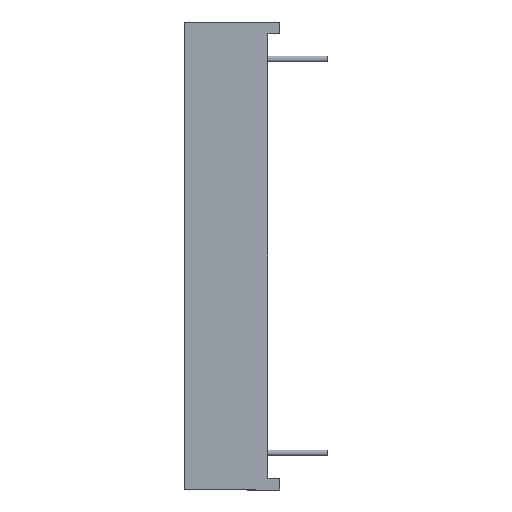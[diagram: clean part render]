
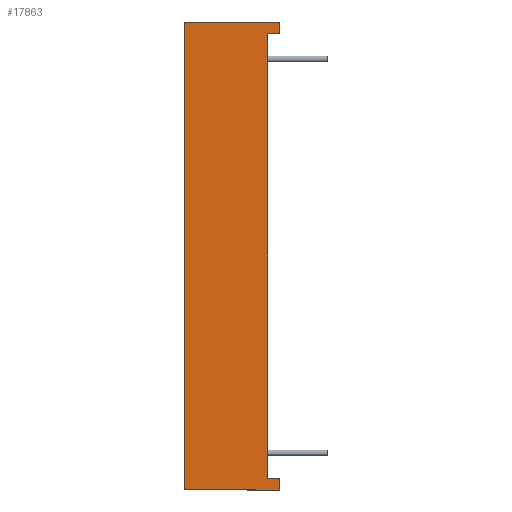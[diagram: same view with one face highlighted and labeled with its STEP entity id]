
A CAD part, left-side view. The second image highlights one B-rep face of the part: STEP entity #17863.
In plain terms, the highlighted planar face has unit normal (-1, 0, 0).
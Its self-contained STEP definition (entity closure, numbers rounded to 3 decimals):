
#5862 = CARTESIAN_POINT ( 'NONE',  ( -11.45, -3., -18.6 ) ) ;
#6992 = VERTEX_POINT ( 'NONE', #19846 ) ;
#6993 = EDGE_CURVE ( 'NONE', #6992, #17679, #19844, .T. ) ;
#7129 = EDGE_CURVE ( 'NONE', #6992, #25179, #20019, .T. ) ;
#7994 = CARTESIAN_POINT ( 'NONE',  ( -11.45, -4., 19.6 ) ) ;
#8323 = FACE_OUTER_BOUND ( 'NONE', #17817, .T. ) ;
#8360 = DIRECTION ( 'NONE',  ( 0., 0., -1. ) ) ;
#8361 = DIRECTION ( 'NONE',  ( 1., 0., 0. ) ) ;
#8362 = CARTESIAN_POINT ( 'NONE',  ( -11.45, 0., -31.26 ) ) ;
#8363 = AXIS2_PLACEMENT_3D ( 'NONE', #8362, #8361, #8360 ) ;
#8364 = PLANE ( 'NONE',  #8363 ) ;
#8610 = EDGE_CURVE ( 'NONE', #19114, #17156, #20466, .T. ) ;
#13433 = CARTESIAN_POINT ( 'NONE',  ( -11.45, -3., 18.6 ) ) ;
#13434 = DIRECTION ( 'NONE',  ( 0., 1., 0. ) ) ;
#13435 = VECTOR ( 'NONE', #13434, 1000. ) ;
#13436 = CARTESIAN_POINT ( 'NONE',  ( -11.45, 0., 18.6 ) ) ;
#13437 = LINE ( 'NONE', #13436, #13435 ) ;
#13438 = CARTESIAN_POINT ( 'NONE',  ( -11.45, -4., 18.6 ) ) ;
#14234 = CARTESIAN_POINT ( 'NONE',  ( -11.45, -4., -18.6 ) ) ;
#14243 = DIRECTION ( 'NONE',  ( 0., -1., 0. ) ) ;
#14244 = VECTOR ( 'NONE', #14243, 1000. ) ;
#14245 = CARTESIAN_POINT ( 'NONE',  ( -11.45, 0., -18.6 ) ) ;
#14251 = LINE ( 'NONE', #14245, #14244 ) ;
#14257 = CARTESIAN_POINT ( 'NONE',  ( -11.45, -4., -19.6 ) ) ;
#14299 = DIRECTION ( 'NONE',  ( 0., 0., -1. ) ) ;
#14300 = VECTOR ( 'NONE', #14299, 1000. ) ;
#14301 = CARTESIAN_POINT ( 'NONE',  ( -11.45, -4., -31.26 ) ) ;
#14303 = LINE ( 'NONE', #14301, #14300 ) ;
#14312 = DIRECTION ( 'NONE',  ( 0., 0., -1. ) ) ;
#14313 = VECTOR ( 'NONE', #14312, 1000. ) ;
#14314 = CARTESIAN_POINT ( 'NONE',  ( -11.45, -4., -31.26 ) ) ;
#14315 = LINE ( 'NONE', #14314, #14313 ) ;
#14385 = CARTESIAN_POINT ( 'NONE',  ( -11.45, 4., -19.6 ) ) ;
#14386 = DIRECTION ( 'NONE',  ( 0., -1., 0. ) ) ;
#14387 = VECTOR ( 'NONE', #14386, 1000. ) ;
#14388 = CARTESIAN_POINT ( 'NONE',  ( -11.45, 0., -19.6 ) ) ;
#14389 = LINE ( 'NONE', #14388, #14387 ) ;
#17156 = VERTEX_POINT ( 'NONE', #5862 ) ;
#17679 = VERTEX_POINT ( 'NONE', #7994 ) ;
#17767 = ORIENTED_EDGE ( 'NONE', *, *, #8610, .F. ) ;
#17768 = ORIENTED_EDGE ( 'NONE', *, *, #19113, .F. ) ;
#17772 = ORIENTED_EDGE ( 'NONE', *, *, #23664, .F. ) ;
#17773 = ORIENTED_EDGE ( 'NONE', *, *, #6993, .F. ) ;
#17774 = ORIENTED_EDGE ( 'NONE', *, *, #7129, .T. ) ;
#17775 = ORIENTED_EDGE ( 'NONE', *, *, #25158, .T. ) ;
#17776 = ORIENTED_EDGE ( 'NONE', *, *, #23323, .F. ) ;
#17777 = ORIENTED_EDGE ( 'NONE', *, *, #22247, .F. ) ;
#17817 = EDGE_LOOP ( 'NONE', ( #17767, #17768, #17772, #17773, #17774, #17775, #17776, #17777 ) ) ;
#17863 = ADVANCED_FACE ( 'NONE', ( #8323 ), #8364, .F. ) ;
#19111 = VERTEX_POINT ( 'NONE', #13438 ) ;
#19113 = EDGE_CURVE ( 'NONE', #19111, #19114, #13437, .T. ) ;
#19114 = VERTEX_POINT ( 'NONE', #13433 ) ;
#19841 = DIRECTION ( 'NONE',  ( 0., -1., 0. ) ) ;
#19842 = VECTOR ( 'NONE', #19841, 1000. ) ;
#19843 = CARTESIAN_POINT ( 'NONE',  ( -11.45, 0., 19.6 ) ) ;
#19844 = LINE ( 'NONE', #19843, #19842 ) ;
#19846 = CARTESIAN_POINT ( 'NONE',  ( -11.45, 4., 19.6 ) ) ;
#20016 = DIRECTION ( 'NONE',  ( 0., 0., -1. ) ) ;
#20017 = VECTOR ( 'NONE', #20016, 1000. ) ;
#20018 = CARTESIAN_POINT ( 'NONE',  ( -11.45, 4., -31.26 ) ) ;
#20019 = LINE ( 'NONE', #20018, #20017 ) ;
#20463 = DIRECTION ( 'NONE',  ( 0., 0., -1. ) ) ;
#20464 = VECTOR ( 'NONE', #20463, 1000. ) ;
#20465 = CARTESIAN_POINT ( 'NONE',  ( -11.45, -3., -31.26 ) ) ;
#20466 = LINE ( 'NONE', #20465, #20464 ) ;
#22247 = EDGE_CURVE ( 'NONE', #17156, #22614, #14251, .T. ) ;
#22614 = VERTEX_POINT ( 'NONE', #14234 ) ;
#23314 = VERTEX_POINT ( 'NONE', #14257 ) ;
#23323 = EDGE_CURVE ( 'NONE', #22614, #23314, #14315, .T. ) ;
#23664 = EDGE_CURVE ( 'NONE', #17679, #19111, #14303, .T. ) ;
#25158 = EDGE_CURVE ( 'NONE', #25179, #23314, #14389, .T. ) ;
#25179 = VERTEX_POINT ( 'NONE', #14385 ) ;
